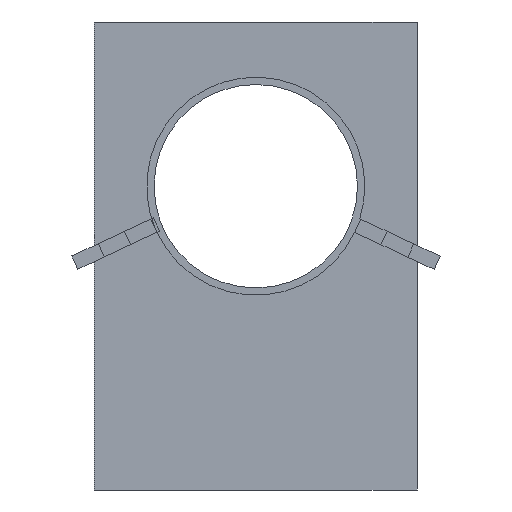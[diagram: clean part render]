
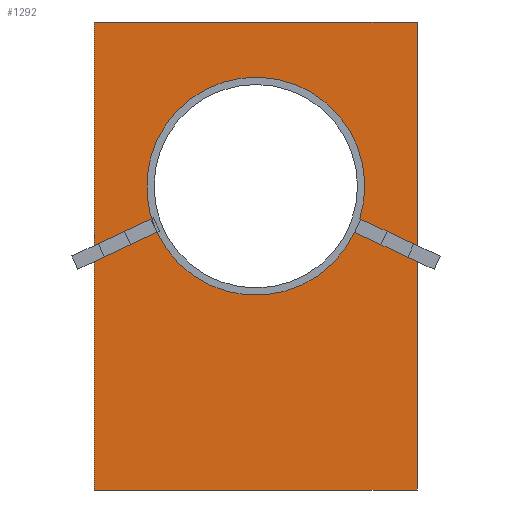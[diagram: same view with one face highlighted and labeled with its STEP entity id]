
A CAD part, front view. The second image highlights one B-rep face of the part: STEP entity #1292.
In plain terms, the highlighted planar face has unit normal (0, -1, 0).
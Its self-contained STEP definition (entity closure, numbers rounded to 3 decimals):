
#22=FACE_BOUND('',#152,.T.);
#23=FACE_BOUND('',#153,.T.);
#28=CIRCLE('',#1329,7.5);
#31=CIRCLE('',#1332,7.5);
#80=FACE_OUTER_BOUND('',#151,.T.);
#151=EDGE_LOOP('',(#1068,#1069,#1070,#1071));
#152=EDGE_LOOP('',(#1072,#1073,#1074,#1075,#1076,#1077));
#153=EDGE_LOOP('',(#1078,#1079,#1080,#1081));
#192=LINE('',#1754,#365);
#195=LINE('',#1762,#368);
#212=LINE('',#1808,#385);
#214=LINE('',#1812,#387);
#220=LINE('',#1824,#393);
#239=LINE('',#1862,#412);
#240=LINE('',#1863,#413);
#255=LINE('',#1897,#428);
#271=LINE('',#1926,#444);
#292=LINE('',#1971,#465);
#294=LINE('',#1974,#467);
#297=LINE('',#1979,#470);
#365=VECTOR('',#1422,10.);
#368=VECTOR('',#1431,10.);
#385=VECTOR('',#1470,10.);
#387=VECTOR('',#1474,10.);
#393=VECTOR('',#1482,10.);
#412=VECTOR('',#1515,10.);
#413=VECTOR('',#1516,10.);
#428=VECTOR('',#1543,10.);
#444=VECTOR('',#1567,10.);
#465=VECTOR('',#1612,10.);
#467=VECTOR('',#1616,10.);
#470=VECTOR('',#1623,10.);
#532=VERTEX_POINT('',#1748);
#534=VERTEX_POINT('',#1752);
#536=VERTEX_POINT('',#1760);
#543=VERTEX_POINT('',#1781);
#548=VERTEX_POINT('',#1792);
#553=VERTEX_POINT('',#1805);
#554=VERTEX_POINT('',#1807);
#555=VERTEX_POINT('',#1811);
#558=VERTEX_POINT('',#1818);
#560=VERTEX_POINT('',#1822);
#584=VERTEX_POINT('',#1895);
#585=VERTEX_POINT('',#1896);
#594=VERTEX_POINT('',#1924);
#606=VERTEX_POINT('',#1970);
#658=EDGE_CURVE('',#532,#534,#192,.T.);
#662=EDGE_CURVE('',#534,#536,#195,.T.);
#671=EDGE_CURVE('',#543,#532,#28,.T.);
#678=EDGE_CURVE('',#536,#548,#31,.T.);
#684=EDGE_CURVE('',#553,#554,#212,.T.);
#686=EDGE_CURVE('',#543,#555,#214,.T.);
#692=EDGE_CURVE('',#558,#560,#220,.T.);
#711=EDGE_CURVE('',#560,#554,#239,.T.);
#712=EDGE_CURVE('',#548,#555,#240,.T.);
#728=EDGE_CURVE('',#584,#585,#255,.F.);
#744=EDGE_CURVE('',#584,#594,#271,.T.);
#766=EDGE_CURVE('',#585,#606,#292,.T.);
#768=EDGE_CURVE('',#606,#594,#294,.T.);
#771=EDGE_CURVE('',#553,#558,#297,.T.);
#1068=ORIENTED_EDGE('',*,*,#766,.F.);
#1069=ORIENTED_EDGE('',*,*,#728,.F.);
#1070=ORIENTED_EDGE('',*,*,#744,.T.);
#1071=ORIENTED_EDGE('',*,*,#768,.F.);
#1072=ORIENTED_EDGE('',*,*,#678,.T.);
#1073=ORIENTED_EDGE('',*,*,#712,.T.);
#1074=ORIENTED_EDGE('',*,*,#686,.F.);
#1075=ORIENTED_EDGE('',*,*,#671,.T.);
#1076=ORIENTED_EDGE('',*,*,#658,.T.);
#1077=ORIENTED_EDGE('',*,*,#662,.T.);
#1078=ORIENTED_EDGE('',*,*,#771,.T.);
#1079=ORIENTED_EDGE('',*,*,#692,.T.);
#1080=ORIENTED_EDGE('',*,*,#711,.T.);
#1081=ORIENTED_EDGE('',*,*,#684,.F.);
#1226=PLANE('',#1369);
#1292=ADVANCED_FACE('',(#80,#22,#23),#1226,.T.);
#1329=AXIS2_PLACEMENT_3D('',#1782,#1449,#1450);
#1332=AXIS2_PLACEMENT_3D('',#1794,#1459,#1460);
#1369=AXIS2_PLACEMENT_3D('',#1980,#1624,#1625);
#1422=DIRECTION('',(0.906,0.,0.423));
#1431=DIRECTION('',(-0.423,0.,0.906));
#1449=DIRECTION('center_axis',(0.,1.,0.));
#1450=DIRECTION('ref_axis',(1.,0.,0.));
#1459=DIRECTION('center_axis',(0.,1.,0.));
#1460=DIRECTION('ref_axis',(1.,0.,0.));
#1470=DIRECTION('',(0.423,0.,0.906));
#1474=DIRECTION('',(0.423,0.,0.906));
#1482=DIRECTION('',(0.423,0.,0.906));
#1515=DIRECTION('',(0.906,0.,-0.423));
#1516=DIRECTION('',(0.906,0.,-0.423));
#1543=DIRECTION('',(1.,0.,0.));
#1567=DIRECTION('',(0.,0.,1.));
#1612=DIRECTION('',(0.,0.,1.));
#1616=DIRECTION('',(1.,0.,0.));
#1623=DIRECTION('',(-0.906,0.,0.423));
#1624=DIRECTION('center_axis',(0.,-1.,0.));
#1625=DIRECTION('ref_axis',(1.,0.,0.));
#1748=CARTESIAN_POINT('',(-6.797,-21.15,5.53));
#1752=CARTESIAN_POINT('',(-6.794,-21.15,5.532));
#1754=CARTESIAN_POINT('',(-8.607,-21.15,4.686));
#1760=CARTESIAN_POINT('',(-6.887,-21.15,5.731));
#1762=CARTESIAN_POINT('',(-6.794,-21.15,5.532));
#1781=CARTESIAN_POINT('',(6.797,-21.15,5.53));
#1782=CARTESIAN_POINT('Origin',(0.,-21.15,8.7));
#1792=CARTESIAN_POINT('',(7.159,-21.15,6.465));
#1794=CARTESIAN_POINT('Origin',(0.,-21.15,8.7));
#1805=CARTESIAN_POINT('',(10.455,-21.15,3.825));
#1807=CARTESIAN_POINT('',(10.878,-21.15,4.731));
#1808=CARTESIAN_POINT('',(10.455,-21.15,3.825));
#1811=CARTESIAN_POINT('',(7.22,-21.15,6.437));
#1812=CARTESIAN_POINT('',(6.797,-21.15,5.53));
#1818=CARTESIAN_POINT('',(8.61,-21.15,4.685));
#1822=CARTESIAN_POINT('',(9.033,-21.15,5.591));
#1824=CARTESIAN_POINT('',(8.61,-21.15,4.685));
#1862=CARTESIAN_POINT('',(11.555,-21.15,4.415));
#1863=CARTESIAN_POINT('',(11.555,-21.15,4.415));
#1895=CARTESIAN_POINT('',(11.1,-21.15,-12.2));
#1896=CARTESIAN_POINT('',(-11.1,-21.15,-12.2));
#1897=CARTESIAN_POINT('',(4.885,-21.15,-12.2));
#1924=CARTESIAN_POINT('',(11.1,-21.15,20.));
#1926=CARTESIAN_POINT('',(11.1,-21.15,0.));
#1970=CARTESIAN_POINT('',(-11.1,-21.15,20.));
#1971=CARTESIAN_POINT('',(-11.1,-21.15,0.));
#1974=CARTESIAN_POINT('',(-11.1,-21.15,20.));
#1979=CARTESIAN_POINT('',(9.229,-21.15,4.396));
#1980=CARTESIAN_POINT('Origin',(10.1,-21.15,0.));
